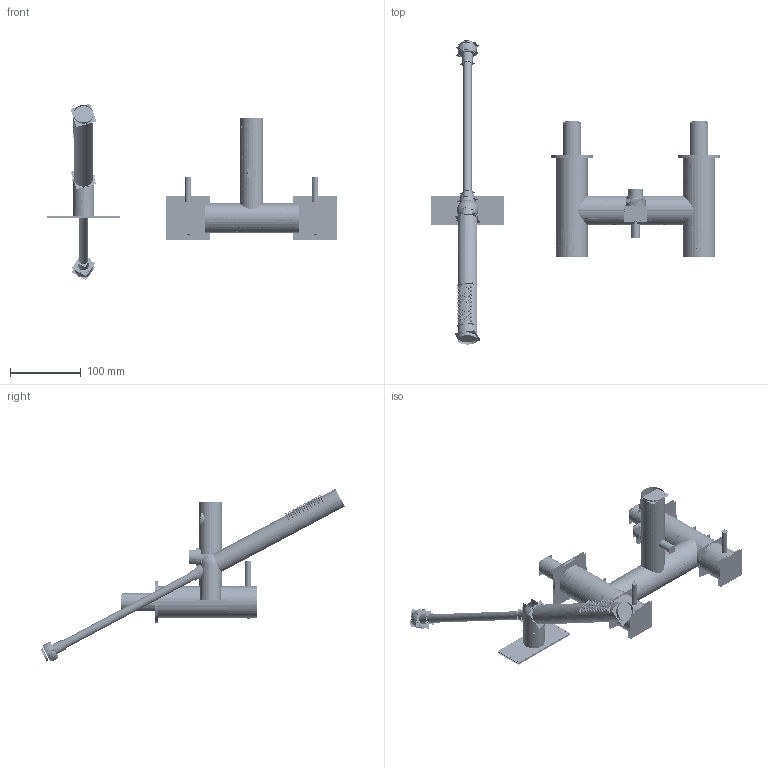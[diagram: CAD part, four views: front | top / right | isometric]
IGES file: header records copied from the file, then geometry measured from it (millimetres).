
Start section:  PTC IGES file: kl422dc_asm.igs
Global section: file name: kl422dc_asm.igs; native system: Pro/ENGINEER by Parametric Technology Corporation; preprocessor: 2009360; author: user33; organization: Unknown; date: 20191213.161204; units: millimetre
Bounding box: 411.2 x 431.99 x 249.69 mm (x, y, z)
Volume: 561143.7 mm3; surface area: 1433657.7 mm2
Topology: 59 solids, 75 shells, 4382 faces, 21680 edges, 27665 vertices
Faces by surface type: revolution 2810, bspline 1572
